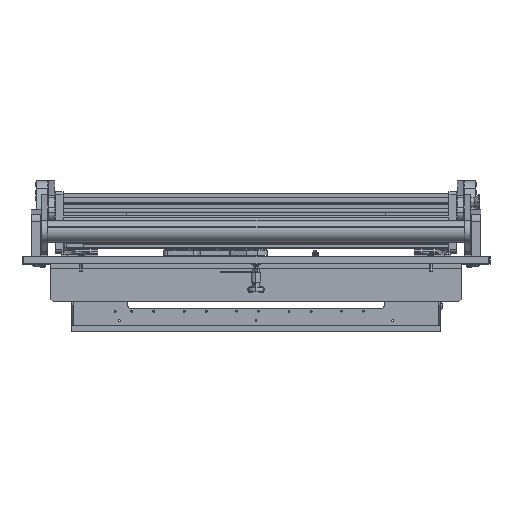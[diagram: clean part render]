
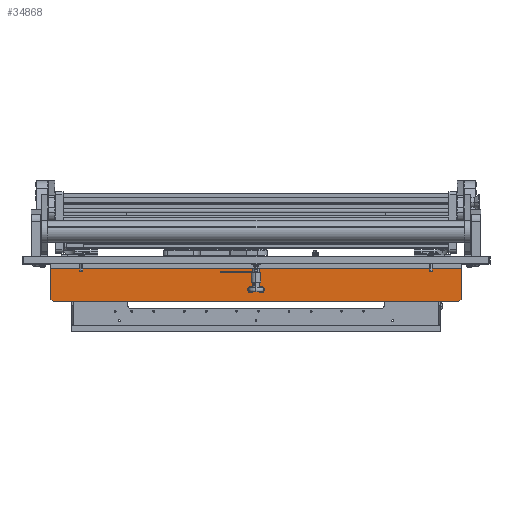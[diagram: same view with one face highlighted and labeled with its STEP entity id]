
A CAD part, top view. The second image highlights one B-rep face of the part: STEP entity #34868.
In plain terms, the highlighted face is planar.
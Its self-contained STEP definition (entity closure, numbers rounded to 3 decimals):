
#65 = EDGE_CURVE ( 'NONE', #7697, #69249, #52721, .T. ) ;
#557 = DIRECTION ( 'NONE',  ( 0., 1., 0. ) ) ;
#1777 = VERTEX_POINT ( 'NONE', #71499 ) ;
#1902 = DIRECTION ( 'NONE',  ( 0., 0.707, 0.707 ) ) ;
#2421 = CARTESIAN_POINT ( 'NONE',  ( -6., -34., -7. ) ) ;
#3970 = DIRECTION ( 'NONE',  ( 0., 1., 0. ) ) ;
#6549 = VERTEX_POINT ( 'NONE', #70846 ) ;
#7697 = VERTEX_POINT ( 'NONE', #71646 ) ;
#8685 = VERTEX_POINT ( 'NONE', #69865 ) ;
#8712 = VECTOR ( 'NONE', #72161, 1000. ) ;
#9370 = PLANE ( 'NONE',  #22063 ) ;
#10203 = VERTEX_POINT ( 'NONE', #40337 ) ;
#10668 = EDGE_CURVE ( 'NONE', #68480, #10203, #46869, .T. ) ;
#11419 = DIRECTION ( 'NONE',  ( 0., 0., -1. ) ) ;
#12588 = VERTEX_POINT ( 'NONE', #24001 ) ;
#13402 = CARTESIAN_POINT ( 'NONE',  ( -6., -34., -7. ) ) ;
#13570 = ORIENTED_EDGE ( 'NONE', *, *, #79201, .T. ) ;
#15203 = DIRECTION ( 'NONE',  ( 0., 1., 0. ) ) ;
#15317 = CARTESIAN_POINT ( 'NONE',  ( -6., -6., 270. ) ) ;
#16976 = DIRECTION ( 'NONE',  ( 1., 0., 0. ) ) ;
#18105 = ORIENTED_EDGE ( 'NONE', *, *, #53589, .F. ) ;
#18705 = VERTEX_POINT ( 'NONE', #37286 ) ;
#20625 = LINE ( 'NONE', #39348, #29000 ) ;
#20731 = AXIS2_PLACEMENT_3D ( 'NONE', #2421, #27674, #3970 ) ;
#20911 = VECTOR ( 'NONE', #1902, 1000. ) ;
#22063 = AXIS2_PLACEMENT_3D ( 'NONE', #66184, #54923, #55327 ) ;
#23977 = CARTESIAN_POINT ( 'NONE',  ( -6., -6., -270. ) ) ;
#24001 = CARTESIAN_POINT ( 'NONE',  ( -6., -50., 267. ) ) ;
#24546 = EDGE_LOOP ( 'NONE', ( #45773, #63865 ) ) ;
#25056 = LINE ( 'NONE', #62844, #52343 ) ;
#27156 = CARTESIAN_POINT ( 'NONE',  ( -6., -47., 270. ) ) ;
#27391 = EDGE_CURVE ( 'NONE', #8685, #1777, #80735, .T. ) ;
#27674 = DIRECTION ( 'NONE',  ( 1., 0., 0. ) ) ;
#29000 = VECTOR ( 'NONE', #66279, 1000. ) ;
#29418 = LINE ( 'NONE', #23977, #46229 ) ;
#29997 = LINE ( 'NONE', #79829, #63780 ) ;
#30024 = FACE_BOUND ( 'NONE', #61820, .T. ) ;
#30718 = ORIENTED_EDGE ( 'NONE', *, *, #69389, .T. ) ;
#31326 = CARTESIAN_POINT ( 'NONE',  ( -6., -6., 270. ) ) ;
#34868 = ADVANCED_FACE ( 'NONE', ( #30024, #61584, #79444 ), #9370, .F. ) ;
#35035 = DIRECTION ( 'NONE',  ( 0., -1., 0. ) ) ;
#37286 = CARTESIAN_POINT ( 'NONE',  ( -6., -47., 270. ) ) ;
#38183 = VERTEX_POINT ( 'NONE', #55697 ) ;
#39348 = CARTESIAN_POINT ( 'NONE',  ( -6., -50., -267. ) ) ;
#40337 = CARTESIAN_POINT ( 'NONE',  ( -6., -6., -270. ) ) ;
#41645 = EDGE_CURVE ( 'NONE', #69249, #7697, #65962, .T. ) ;
#41957 = EDGE_LOOP ( 'NONE', ( #18105, #60819, #68843, #66798, #30718, #13570 ) ) ;
#43382 = EDGE_CURVE ( 'NONE', #12588, #18705, #71971, .T. ) ;
#44687 = EDGE_CURVE ( 'NONE', #1777, #8685, #53825, .T. ) ;
#45773 = ORIENTED_EDGE ( 'NONE', *, *, #27391, .T. ) ;
#46229 = VECTOR ( 'NONE', #54705, 1000. ) ;
#46869 = LINE ( 'NONE', #15317, #8712 ) ;
#49334 = DIRECTION ( 'NONE',  ( 0., 1., 0. ) ) ;
#50761 = ORIENTED_EDGE ( 'NONE', *, *, #65, .T. ) ;
#52343 = VECTOR ( 'NONE', #11419, 1000. ) ;
#52721 = CIRCLE ( 'NONE', #55433, 1.7 ) ;
#53589 = EDGE_CURVE ( 'NONE', #12588, #6549, #25056, .T. ) ;
#53825 = CIRCLE ( 'NONE', #20731, 1.7 ) ;
#54705 = DIRECTION ( 'NONE',  ( 0., -1., 0. ) ) ;
#54923 = DIRECTION ( 'NONE',  ( 1., 0., 0. ) ) ;
#55327 = DIRECTION ( 'NONE',  ( 0., 1., 0. ) ) ;
#55433 = AXIS2_PLACEMENT_3D ( 'NONE', #72046, #77037, #15203 ) ;
#55697 = CARTESIAN_POINT ( 'NONE',  ( -6., -47., -270. ) ) ;
#60819 = ORIENTED_EDGE ( 'NONE', *, *, #43382, .T. ) ;
#61584 = FACE_BOUND ( 'NONE', #24546, .T. ) ;
#61820 = EDGE_LOOP ( 'NONE', ( #76389, #50761 ) ) ;
#62844 = CARTESIAN_POINT ( 'NONE',  ( -6., -50., 270. ) ) ;
#63603 = DIRECTION ( 'NONE',  ( 1., 0., 0. ) ) ;
#63780 = VECTOR ( 'NONE', #35035, 1000. ) ;
#63865 = ORIENTED_EDGE ( 'NONE', *, *, #44687, .T. ) ;
#65962 = CIRCLE ( 'NONE', #80492, 1.7 ) ;
#66184 = CARTESIAN_POINT ( 'NONE',  ( -6., -6., 270. ) ) ;
#66279 = DIRECTION ( 'NONE',  ( 0., -0.707, 0.707 ) ) ;
#66798 = ORIENTED_EDGE ( 'NONE', *, *, #10668, .T. ) ;
#67175 = CARTESIAN_POINT ( 'NONE',  ( -6., -34., 7. ) ) ;
#67486 = AXIS2_PLACEMENT_3D ( 'NONE', #13402, #63603, #557 ) ;
#68480 = VERTEX_POINT ( 'NONE', #31326 ) ;
#68843 = ORIENTED_EDGE ( 'NONE', *, *, #73177, .F. ) ;
#69249 = VERTEX_POINT ( 'NONE', #74600 ) ;
#69389 = EDGE_CURVE ( 'NONE', #10203, #38183, #29418, .T. ) ;
#69865 = CARTESIAN_POINT ( 'NONE',  ( -6., -34., -8.7 ) ) ;
#70846 = CARTESIAN_POINT ( 'NONE',  ( -6., -50., -267. ) ) ;
#71499 = CARTESIAN_POINT ( 'NONE',  ( -6., -34., -5.3 ) ) ;
#71646 = CARTESIAN_POINT ( 'NONE',  ( -6., -34., 8.7 ) ) ;
#71971 = LINE ( 'NONE', #27156, #20911 ) ;
#72046 = CARTESIAN_POINT ( 'NONE',  ( -6., -34., 7. ) ) ;
#72161 = DIRECTION ( 'NONE',  ( 0., 0., -1. ) ) ;
#73177 = EDGE_CURVE ( 'NONE', #68480, #18705, #29997, .T. ) ;
#74600 = CARTESIAN_POINT ( 'NONE',  ( -6., -34., 5.3 ) ) ;
#76389 = ORIENTED_EDGE ( 'NONE', *, *, #41645, .T. ) ;
#77037 = DIRECTION ( 'NONE',  ( 1., 0., 0. ) ) ;
#79201 = EDGE_CURVE ( 'NONE', #38183, #6549, #20625, .T. ) ;
#79444 = FACE_OUTER_BOUND ( 'NONE', #41957, .T. ) ;
#79829 = CARTESIAN_POINT ( 'NONE',  ( -6., -6., 270. ) ) ;
#80492 = AXIS2_PLACEMENT_3D ( 'NONE', #67175, #16976, #49334 ) ;
#80735 = CIRCLE ( 'NONE', #67486, 1.7 ) ;
